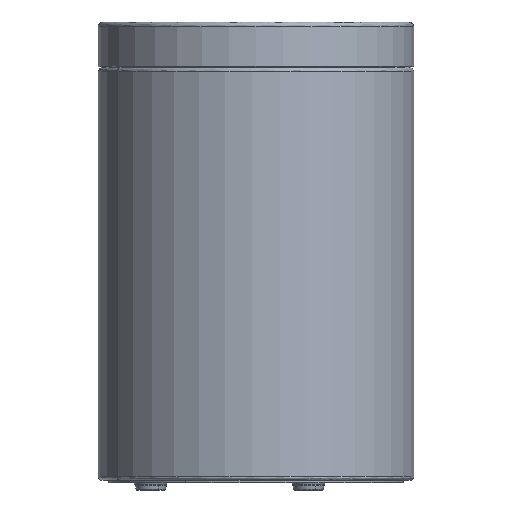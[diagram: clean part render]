
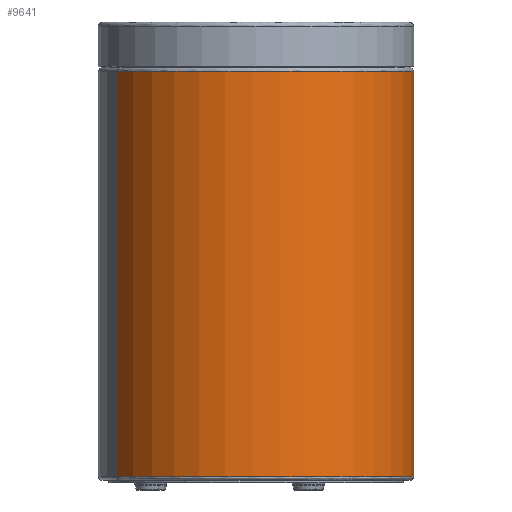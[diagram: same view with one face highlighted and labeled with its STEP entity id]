
A CAD part, left-side view. The second image highlights one B-rep face of the part: STEP entity #9641.
In plain terms, the highlighted cylindrical face has radius 90 mm (diameter 180 mm), a partial arc.
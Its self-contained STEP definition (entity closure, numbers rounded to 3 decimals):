
#9026=CARTESIAN_POINT(' ',(43.148,-78.982,234.82));
#9027=VERTEX_POINT(' ',#9026);
#9066=CARTESIAN_POINT(' ',(-43.148,78.982,234.82));
#9067=VERTEX_POINT(' ',#9066);
#9346=CARTESIAN_POINT(' ',(0.,0.,234.82));
#9351=DIRECTION(' ',(-0.,0.,1.));
#9356=DIRECTION(' ',(-0.479,0.878,0.));
#9361=AXIS2_PLACEMENT_3D(' ',#9346,#9351,#9356);
#9366=CIRCLE('',#9361,90.);
#9371=EDGE_CURVE(' ',#9067,#9027,#9366,.T.);
#9431=CARTESIAN_POINT(' ',(-43.148,78.982,3.5));
#9436=DIRECTION(' ',(0.,0.,1.));
#9441=VECTOR(' ',#9436,1.);
#9446=LINE('',#9431,#9441);
#9451=CARTESIAN_POINT(' ',(-43.148,78.982,3.5));
#9452=VERTEX_POINT(' ',#9451);
#9456=EDGE_CURVE(' ',#9452,#9067,#9446,.T.);
#9471=CARTESIAN_POINT(' ',(43.148,-78.982,3.5));
#9476=DIRECTION(' ',(0.,0.,1.));
#9481=VECTOR(' ',#9476,1.);
#9486=LINE('',#9471,#9481);
#9491=CARTESIAN_POINT(' ',(43.148,-78.982,3.5));
#9492=VERTEX_POINT(' ',#9491);
#9496=EDGE_CURVE(' ',#9492,#9027,#9486,.T.);
#9556=CARTESIAN_POINT(' ',(0.,0.,124.25));
#9561=DIRECTION(' ',(0.,0.,1.));
#9566=DIRECTION(' ',(-0.479,0.878,0.));
#9571=AXIS2_PLACEMENT_3D(' ',#9556,#9561,#9566);
#9576=CYLINDRICAL_SURFACE(' ',#9571,90.);
#9581=ORIENTED_EDGE(' ',*,*,#9496,.T.);
#9586=ORIENTED_EDGE(' ',*,*,#9371,.F.);
#9591=ORIENTED_EDGE(' ',*,*,#9456,.F.);
#9596=CARTESIAN_POINT(' ',(0.,0.,3.5));
#9601=DIRECTION(' ',(0.,0.,1.));
#9606=DIRECTION(' ',(-0.479,0.878,0.));
#9611=AXIS2_PLACEMENT_3D(' ',#9596,#9601,#9606);
#9616=CIRCLE('',#9611,90.);
#9621=EDGE_CURVE(' ',#9452,#9492,#9616,.T.);
#9626=ORIENTED_EDGE(' ',*,*,#9621,.T.);
#9631=EDGE_LOOP(' ',(#9581,#9586,#9591,#9626));
#9636=FACE_OUTER_BOUND(' ',#9631,.T.);
#9641=ADVANCED_FACE('',(#9636),#9576,.T.);
